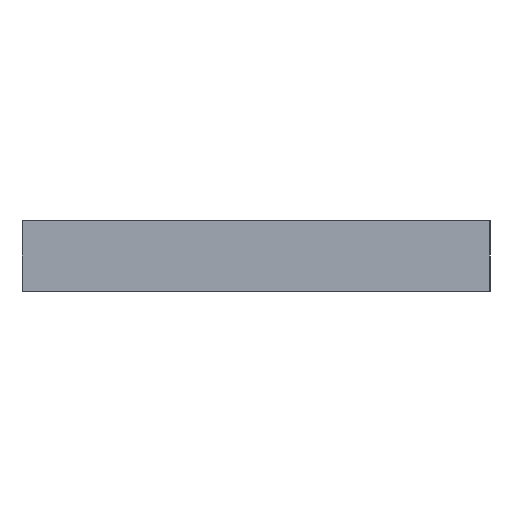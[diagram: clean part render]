
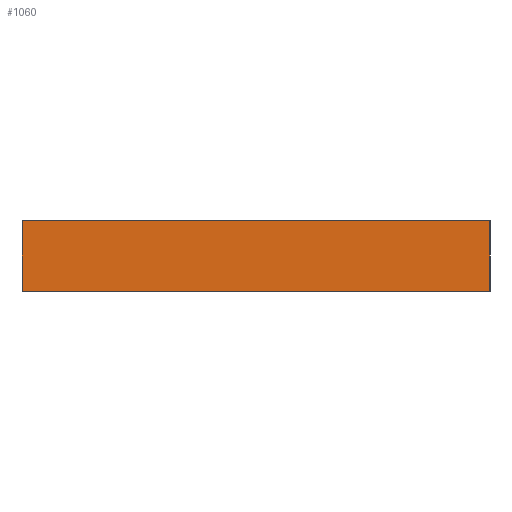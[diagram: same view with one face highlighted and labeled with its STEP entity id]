
A CAD part, left-side view. The second image highlights one B-rep face of the part: STEP entity #1060.
In plain terms, the highlighted planar face has unit normal (-1, 0, 0).
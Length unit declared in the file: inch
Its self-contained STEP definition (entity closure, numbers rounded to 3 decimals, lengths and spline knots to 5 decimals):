
#102=LINE('',#1787,#195);
#103=LINE('',#1790,#196);
#104=LINE('',#1792,#197);
#105=LINE('',#1793,#198);
#195=VECTOR('',#1480,0.75);
#196=VECTOR('',#1483,5.);
#197=VECTOR('',#1484,5.);
#198=VECTOR('',#1485,0.75);
#230=PLANE('',#1173);
#309=FACE_OUTER_BOUND('',#374,.T.);
#374=EDGE_LOOP('',(#915,#916,#917,#918));
#540=VERTEX_POINT('',#1783);
#541=VERTEX_POINT('',#1785);
#542=VERTEX_POINT('',#1789);
#543=VERTEX_POINT('',#1791);
#683=EDGE_CURVE('',#540,#541,#102,.T.);
#684=EDGE_CURVE('',#540,#542,#103,.T.);
#685=EDGE_CURVE('',#543,#541,#104,.T.);
#686=EDGE_CURVE('',#542,#543,#105,.T.);
#915=ORIENTED_EDGE('',*,*,#684,.F.);
#916=ORIENTED_EDGE('',*,*,#683,.T.);
#917=ORIENTED_EDGE('',*,*,#685,.F.);
#918=ORIENTED_EDGE('',*,*,#686,.F.);
#1060=ADVANCED_FACE('',(#309),#230,.T.);
#1173=AXIS2_PLACEMENT_3D('',#1788,#1481,#1482);
#1480=DIRECTION('',(0.,0.,1.));
#1481=DIRECTION('center_axis',(-1.,0.,0.));
#1482=DIRECTION('ref_axis',(0.,-1.,0.));
#1483=DIRECTION('',(0.,1.,0.));
#1484=DIRECTION('',(0.,-1.,0.));
#1485=DIRECTION('',(0.,0.,1.));
#1783=CARTESIAN_POINT('',(-5.41667,-2.5,0.));
#1785=CARTESIAN_POINT('',(-5.41667,-2.5,0.75));
#1787=CARTESIAN_POINT('',(-5.41667,-2.5,0.));
#1788=CARTESIAN_POINT('Origin',(-5.41667,2.5,0.));
#1789=CARTESIAN_POINT('',(-5.41667,2.5,0.));
#1790=CARTESIAN_POINT('',(-5.41667,-2.5,0.));
#1791=CARTESIAN_POINT('',(-5.41667,2.5,0.75));
#1792=CARTESIAN_POINT('',(-5.41667,-2.5,0.75));
#1793=CARTESIAN_POINT('',(-5.41667,2.5,0.));
